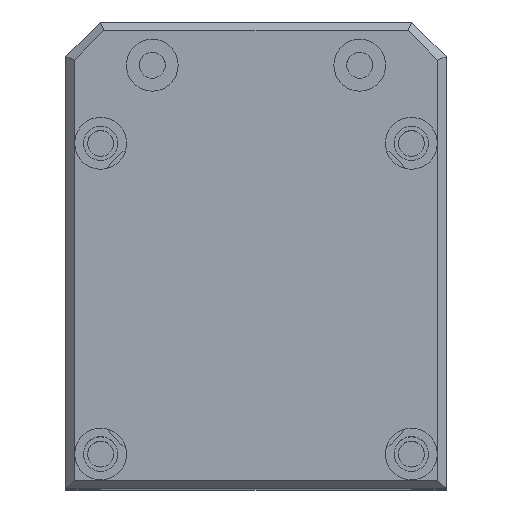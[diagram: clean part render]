
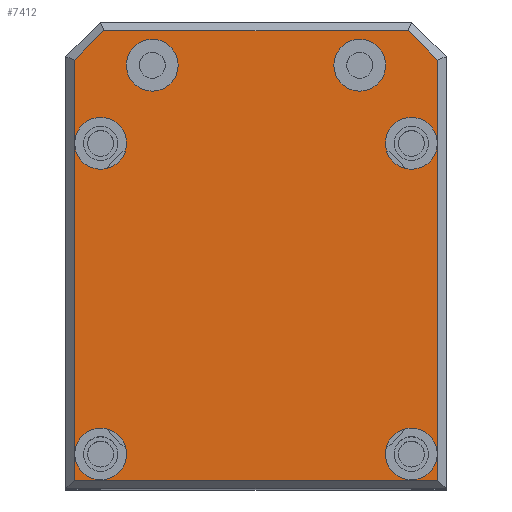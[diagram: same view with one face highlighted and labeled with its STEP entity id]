
A CAD part, top view. The second image highlights one B-rep face of the part: STEP entity #7412.
In plain terms, the highlighted planar face has unit normal (0, 0, 1).
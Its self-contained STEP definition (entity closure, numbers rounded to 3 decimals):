
#519=FACE_BOUND('',#1840,.T.);
#520=FACE_BOUND('',#1841,.T.);
#521=FACE_BOUND('',#1842,.T.);
#522=FACE_BOUND('',#1843,.T.);
#523=FACE_BOUND('',#1844,.T.);
#524=FACE_BOUND('',#1845,.T.);
#858=CIRCLE('',#8212,3.);
#859=CIRCLE('',#8213,3.);
#860=CIRCLE('',#8214,3.);
#861=CIRCLE('',#8215,3.);
#862=CIRCLE('',#8216,3.);
#863=CIRCLE('',#8217,3.);
#1369=FACE_OUTER_BOUND('',#1839,.T.);
#1839=EDGE_LOOP('',(#6165,#6166,#6167,#6168,#6169,#6170));
#1840=EDGE_LOOP('',(#6171));
#1841=EDGE_LOOP('',(#6172));
#1842=EDGE_LOOP('',(#6173));
#1843=EDGE_LOOP('',(#6174));
#1844=EDGE_LOOP('',(#6175));
#1845=EDGE_LOOP('',(#6176));
#2313=LINE('',#12722,#2843);
#2317=LINE('',#12729,#2847);
#2320=LINE('',#12735,#2850);
#2321=LINE('',#12739,#2851);
#2326=LINE('',#12747,#2856);
#2327=LINE('',#12749,#2857);
#2843=VECTOR('',#9827,10.);
#2847=VECTOR('',#9833,10.);
#2850=VECTOR('',#9838,10.);
#2851=VECTOR('',#9841,10.);
#2856=VECTOR('',#9848,10.);
#2857=VECTOR('',#9851,10.);
#3532=VERTEX_POINT('',#12719);
#3533=VERTEX_POINT('',#12721);
#3535=VERTEX_POINT('',#12727);
#3537=VERTEX_POINT('',#12733);
#3538=VERTEX_POINT('',#12737);
#3539=VERTEX_POINT('',#12738);
#3546=VERTEX_POINT('',#12766);
#3547=VERTEX_POINT('',#12768);
#3548=VERTEX_POINT('',#12770);
#3549=VERTEX_POINT('',#12772);
#3550=VERTEX_POINT('',#12774);
#3551=VERTEX_POINT('',#12776);
#4441=EDGE_CURVE('',#3532,#3533,#2313,.T.);
#4445=EDGE_CURVE('',#3535,#3532,#2317,.T.);
#4448=EDGE_CURVE('',#3537,#3535,#2320,.T.);
#4449=EDGE_CURVE('',#3538,#3539,#2321,.T.);
#4454=EDGE_CURVE('',#3539,#3537,#2326,.T.);
#4455=EDGE_CURVE('',#3533,#3538,#2327,.T.);
#4464=EDGE_CURVE('',#3546,#3546,#858,.T.);
#4465=EDGE_CURVE('',#3547,#3547,#859,.T.);
#4466=EDGE_CURVE('',#3548,#3548,#860,.T.);
#4467=EDGE_CURVE('',#3549,#3549,#861,.T.);
#4468=EDGE_CURVE('',#3550,#3550,#862,.T.);
#4469=EDGE_CURVE('',#3551,#3551,#863,.T.);
#6165=ORIENTED_EDGE('',*,*,#4449,.F.);
#6166=ORIENTED_EDGE('',*,*,#4455,.F.);
#6167=ORIENTED_EDGE('',*,*,#4441,.F.);
#6168=ORIENTED_EDGE('',*,*,#4445,.F.);
#6169=ORIENTED_EDGE('',*,*,#4448,.F.);
#6170=ORIENTED_EDGE('',*,*,#4454,.F.);
#6171=ORIENTED_EDGE('',*,*,#4464,.F.);
#6172=ORIENTED_EDGE('',*,*,#4465,.F.);
#6173=ORIENTED_EDGE('',*,*,#4466,.F.);
#6174=ORIENTED_EDGE('',*,*,#4467,.F.);
#6175=ORIENTED_EDGE('',*,*,#4468,.T.);
#6176=ORIENTED_EDGE('',*,*,#4469,.T.);
#7058=PLANE('',#8211);
#7412=ADVANCED_FACE('',(#1369,#519,#520,#521,#522,#523,#524),#7058,.T.);
#8211=AXIS2_PLACEMENT_3D('',#12765,#9866,#9867);
#8212=AXIS2_PLACEMENT_3D('',#12767,#9868,#9869);
#8213=AXIS2_PLACEMENT_3D('',#12769,#9870,#9871);
#8214=AXIS2_PLACEMENT_3D('',#12771,#9872,#9873);
#8215=AXIS2_PLACEMENT_3D('',#12773,#9874,#9875);
#8216=AXIS2_PLACEMENT_3D('',#12775,#9876,#9877);
#8217=AXIS2_PLACEMENT_3D('',#12777,#9878,#9879);
#9827=DIRECTION('',(1.,0.,0.));
#9833=DIRECTION('',(0.707,0.707,0.));
#9838=DIRECTION('',(0.,1.,0.));
#9841=DIRECTION('',(0.,-1.,0.));
#9848=DIRECTION('',(-1.,0.,0.));
#9851=DIRECTION('',(0.707,-0.707,0.));
#9866=DIRECTION('center_axis',(0.,0.,1.));
#9867=DIRECTION('ref_axis',(1.,0.,0.));
#9868=DIRECTION('center_axis',(0.,0.,1.));
#9869=DIRECTION('ref_axis',(1.,0.,0.));
#9870=DIRECTION('center_axis',(0.,0.,1.));
#9871=DIRECTION('ref_axis',(1.,0.,0.));
#9872=DIRECTION('center_axis',(0.,0.,1.));
#9873=DIRECTION('ref_axis',(1.,0.,0.));
#9874=DIRECTION('center_axis',(0.,0.,1.));
#9875=DIRECTION('ref_axis',(1.,0.,0.));
#9876=DIRECTION('center_axis',(0.,0.,-1.));
#9877=DIRECTION('ref_axis',(-1.,0.,0.));
#9878=DIRECTION('center_axis',(0.,0.,-1.));
#9879=DIRECTION('ref_axis',(-1.,0.,0.));
#12719=CARTESIAN_POINT('',(-17.586,31.,1.5));
#12721=CARTESIAN_POINT('',(17.586,31.,1.5));
#12722=CARTESIAN_POINT('',(11.,31.,1.5));
#12727=CARTESIAN_POINT('',(-21.,27.586,1.5));
#12729=CARTESIAN_POINT('',(-21.793,26.793,1.5));
#12733=CARTESIAN_POINT('',(-21.,-21.,1.5));
#12735=CARTESIAN_POINT('',(-21.,11.,1.5));
#12737=CARTESIAN_POINT('',(21.,27.586,1.5));
#12738=CARTESIAN_POINT('',(21.,-21.,1.5));
#12739=CARTESIAN_POINT('',(21.,-11.,1.5));
#12747=CARTESIAN_POINT('',(-11.,-21.,1.5));
#12749=CARTESIAN_POINT('',(21.793,26.793,1.5));
#12765=CARTESIAN_POINT('Origin',(0.,0.,
1.5));
#12766=CARTESIAN_POINT('',(14.969,17.969,1.5));
#12767=CARTESIAN_POINT('Origin',(17.969,17.969,1.5));
#12768=CARTESIAN_POINT('',(-20.969,-17.969,1.5));
#12769=CARTESIAN_POINT('Origin',(-17.969,-17.969,1.5));
#12770=CARTESIAN_POINT('',(-20.969,17.969,1.5));
#12771=CARTESIAN_POINT('Origin',(-17.969,17.969,1.5));
#12772=CARTESIAN_POINT('',(14.969,-17.969,1.5));
#12773=CARTESIAN_POINT('Origin',(17.969,-17.969,1.5));
#12774=CARTESIAN_POINT('',(-9.,27.,1.5));
#12775=CARTESIAN_POINT('Origin',(-12.,27.,1.5));
#12776=CARTESIAN_POINT('',(15.,27.,1.5));
#12777=CARTESIAN_POINT('Origin',(12.,27.,1.5));
